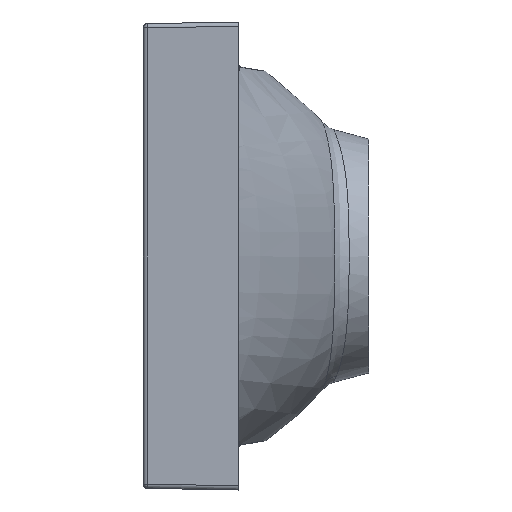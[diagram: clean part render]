
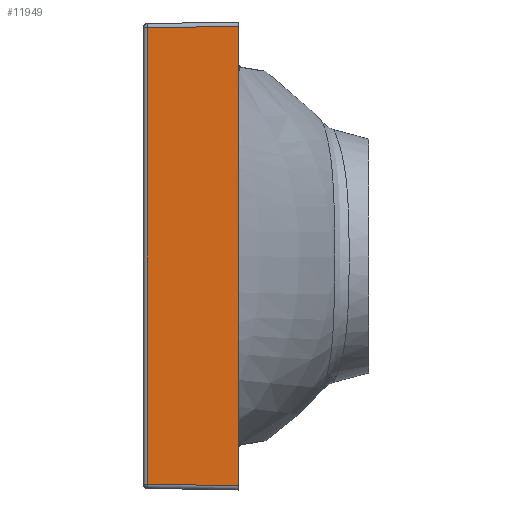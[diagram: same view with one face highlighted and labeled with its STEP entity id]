
A CAD part, left-side view. The second image highlights one B-rep face of the part: STEP entity #11949.
In plain terms, the highlighted planar face has unit normal (-1, 0.018, 0).
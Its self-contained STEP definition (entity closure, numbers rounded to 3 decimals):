
#18 = CARTESIAN_POINT ( 'NONE',  ( -199.934, -41.197, 107.934 ) ) ;
#62 = ORIENTED_EDGE ( 'NONE', *, *, #5896, .T. ) ;
#3082 = CARTESIAN_POINT ( 'NONE',  ( -200., -45., -108. ) ) ;
#3122 = VERTEX_POINT ( 'NONE', #9729 ) ;
#4285 = EDGE_CURVE ( 'NONE', #6756, #10250, #6047, .T. ) ;
#4898 = PLANE ( 'NONE',  #9757 ) ;
#4990 = EDGE_LOOP ( 'NONE', ( #62, #5705, #6087, #5633 ) ) ;
#5177 = LINE ( 'NONE', #12863, #9072 ) ;
#5311 = CARTESIAN_POINT ( 'NONE',  ( -200., -45., -110. ) ) ;
#5633 = ORIENTED_EDGE ( 'NONE', *, *, #6524, .T. ) ;
#5705 = ORIENTED_EDGE ( 'NONE', *, *, #12458, .T. ) ;
#5896 = EDGE_CURVE ( 'NONE', #3122, #8942, #10811, .T. ) ;
#6028 = DIRECTION ( 'NONE',  ( -0.017, -1., 0. ) ) ;
#6047 = LINE ( 'NONE', #13299, #7598 ) ;
#6087 = ORIENTED_EDGE ( 'NONE', *, *, #4285, .T. ) ;
#6238 = DIRECTION ( 'NONE',  ( 0., 0., -1. ) ) ;
#6524 = EDGE_CURVE ( 'NONE', #10250, #3122, #8486, .T. ) ;
#6756 = VERTEX_POINT ( 'NONE', #8694 ) ;
#6979 = CARTESIAN_POINT ( 'NONE',  ( -199.249, -1.965, 107.249 ) ) ;
#7598 = VECTOR ( 'NONE', #11123, 1000. ) ;
#7900 = VECTOR ( 'NONE', #12988, 1000. ) ;
#8486 = LINE ( 'NONE', #5311, #12627 ) ;
#8694 = CARTESIAN_POINT ( 'NONE',  ( -199.249, -1.965, -107.249 ) ) ;
#8942 = VERTEX_POINT ( 'NONE', #6979 ) ;
#9072 = VECTOR ( 'NONE', #6238, 1000. ) ;
#9729 = CARTESIAN_POINT ( 'NONE',  ( -200., -45., 108. ) ) ;
#9757 = AXIS2_PLACEMENT_3D ( 'NONE', #13487, #10193, #6028 ) ;
#10193 = DIRECTION ( 'NONE',  ( -1., 0.017, 0. ) ) ;
#10250 = VERTEX_POINT ( 'NONE', #3082 ) ;
#10811 = LINE ( 'NONE', #18, #7900 ) ;
#11123 = DIRECTION ( 'NONE',  ( -0.017, -1., -0.017 ) ) ;
#11244 = FACE_OUTER_BOUND ( 'NONE', #4990, .T. ) ;
#11949 = ADVANCED_FACE ( 'NONE', ( #11244 ), #4898, .T. ) ;
#12458 = EDGE_CURVE ( 'NONE', #8942, #6756, #5177, .T. ) ;
#12627 = VECTOR ( 'NONE', #12856, 1000. ) ;
#12856 = DIRECTION ( 'NONE',  ( 0., 0., 1. ) ) ;
#12863 = CARTESIAN_POINT ( 'NONE',  ( -199.249, -1.965, -107.215 ) ) ;
#12988 = DIRECTION ( 'NONE',  ( 0.017, 1., -0.017 ) ) ;
#13299 = CARTESIAN_POINT ( 'NONE',  ( -200.001, -45.035, -108.001 ) ) ;
#13487 = CARTESIAN_POINT ( 'NONE',  ( -200., -45., -110. ) ) ;
